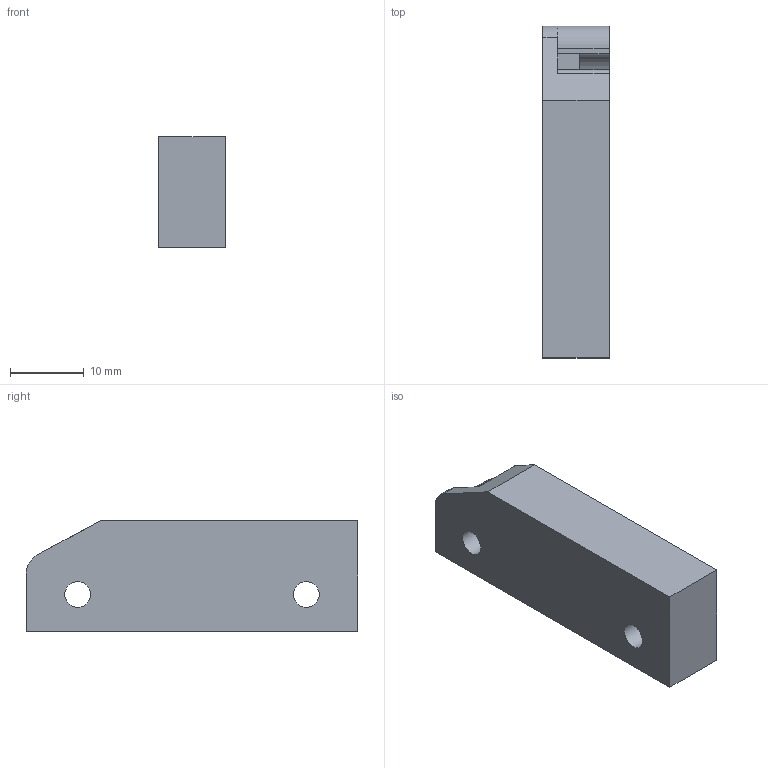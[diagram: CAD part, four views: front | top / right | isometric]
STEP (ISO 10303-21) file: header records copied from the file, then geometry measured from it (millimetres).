
FILE_DESCRIPTION(/* description */ (''),/* implementation_level */ '2;1');
FILE_NAME(/* name */ 'Belt Holder(Mirror) loose.step',/* time_stamp */ '2024-04-27T14:28:01+02:00',/* author */ (''),/* organization */ (''),/* preprocessor_version */ 'ST-DEVELOPER v20',/* originating_system */ 'Autodesk Translation Framework v12.20.1.177',/* authorisation */ '');
FILE_SCHEMA (('AUTOMOTIVE_DESIGN { 1 0 10303 214 3 1 1 }'));
Length unit declared in the file: millimetre
Products named in the file (1): Belt Holder(Mirror) (1)
Bounding box: 9 x 45 x 15 mm (x, y, z)
Volume: 4580.4 mm3; surface area: 3004 mm2
Topology: 1 solids, 1 shells, 34 faces, 96 edges, 63 vertices
Faces by surface type: plane 20, cylinder 12, bspline 2
Full cylindrical faces by diameter (mm): 3.5 x2, 7 x1
Entity records: 1227 total; most frequent: CARTESIAN_POINT 313, ORIENTED_EDGE 188, DIRECTION 180, EDGE_CURVE 94, LINE 62, VECTOR 62, VERTEX_POINT 62, AXIS2_PLACEMENT_3D 59
